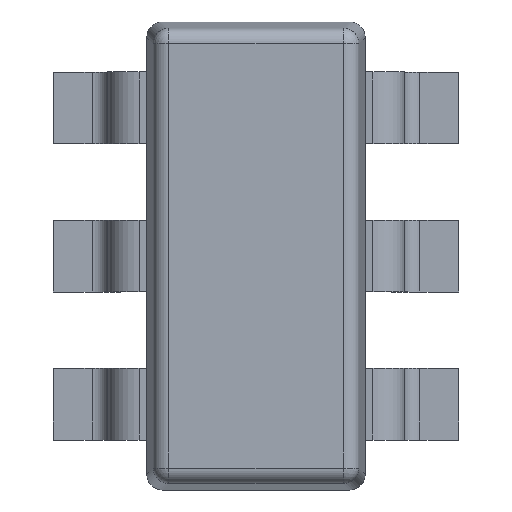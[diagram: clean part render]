
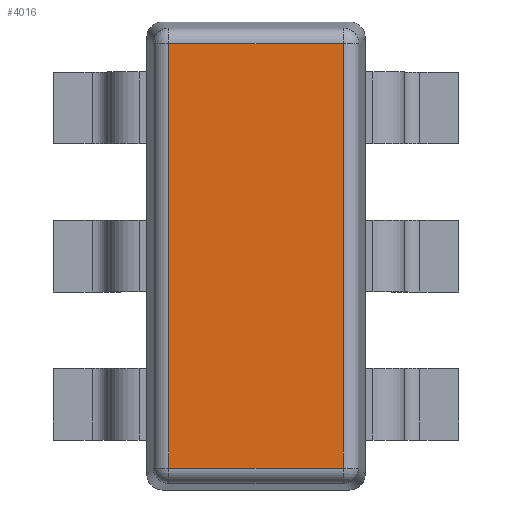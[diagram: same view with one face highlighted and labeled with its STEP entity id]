
A CAD part, top view. The second image highlights one B-rep face of the part: STEP entity #4016.
In plain terms, the highlighted planar face has unit normal (0, 0, 1).
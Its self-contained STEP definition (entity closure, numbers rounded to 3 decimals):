
#3225 = CYLINDRICAL_SURFACE('',#3226,0.1);
#3226 = AXIS2_PLACEMENT_3D('',#3227,#3228,#3229);
#3227 = CARTESIAN_POINT('',(0.14,0.05,1.));
#3228 = DIRECTION('',(0.,1.,0.));
#3229 = DIRECTION('',(-0.995,0.,0.105));
#3346 = CYLINDRICAL_SURFACE('',#3347,0.1);
#3347 = AXIS2_PLACEMENT_3D('',#3348,#3349,#3350);
#3348 = CARTESIAN_POINT('',(0.05,0.14,1.));
#3349 = DIRECTION('',(1.,0.,0.));
#3350 = DIRECTION('',(0.,-0.995,0.105));
#3467 = CYLINDRICAL_SURFACE('',#3468,0.1);
#3468 = AXIS2_PLACEMENT_3D('',#3469,#3470,#3471);
#3469 = CARTESIAN_POINT('',(0.05,2.86,1.));
#3470 = DIRECTION('',(1.,0.,0.));
#3471 = DIRECTION('',(0.,0.995,0.105));
#3543 = CYLINDRICAL_SURFACE('',#3544,0.1);
#3544 = AXIS2_PLACEMENT_3D('',#3545,#3546,#3547);
#3545 = CARTESIAN_POINT('',(1.26,0.05,1.));
#3546 = DIRECTION('',(0.,1.,0.));
#3547 = DIRECTION('',(0.995,0.,0.105));
#3651 = VERTEX_POINT('',#3652);
#3652 = CARTESIAN_POINT('',(0.14,0.14,1.1));
#3680 = EDGE_CURVE('',#3651,#3681,#3683,.T.);
#3681 = VERTEX_POINT('',#3682);
#3682 = CARTESIAN_POINT('',(0.14,2.86,1.1));
#3683 = SURFACE_CURVE('',#3684,(#3688,#3695),.PCURVE_S1.);
#3684 = LINE('',#3685,#3686);
#3685 = CARTESIAN_POINT('',(0.14,0.05,1.1));
#3686 = VECTOR('',#3687,1.);
#3687 = DIRECTION('',(0.,1.,0.));
#3688 = PCURVE('',#3225,#3689);
#3689 = DEFINITIONAL_REPRESENTATION('',(#3690),#3694);
#3690 = LINE('',#3691,#3692);
#3691 = CARTESIAN_POINT('',(1.466,0.));
#3692 = VECTOR('',#3693,1.);
#3693 = DIRECTION('',(0.,1.));
#3694 = ( GEOMETRIC_REPRESENTATION_CONTEXT(2) 
PARAMETRIC_REPRESENTATION_CONTEXT() REPRESENTATION_CONTEXT('2D SPACE',''
  ) );
#3695 = PCURVE('',#3696,#3701);
#3696 = PLANE('',#3697);
#3697 = AXIS2_PLACEMENT_3D('',#3698,#3699,#3700);
#3698 = CARTESIAN_POINT('',(0.,0.,1.1));
#3699 = DIRECTION('',(0.,0.,1.));
#3700 = DIRECTION('',(1.,0.,0.));
#3701 = DEFINITIONAL_REPRESENTATION('',(#3702),#3706);
#3702 = LINE('',#3703,#3704);
#3703 = CARTESIAN_POINT('',(0.14,0.05));
#3704 = VECTOR('',#3705,1.);
#3705 = DIRECTION('',(0.,1.));
#3706 = ( GEOMETRIC_REPRESENTATION_CONTEXT(2) 
PARAMETRIC_REPRESENTATION_CONTEXT() REPRESENTATION_CONTEXT('2D SPACE',''
  ) );
#3764 = VERTEX_POINT('',#3765);
#3765 = CARTESIAN_POINT('',(1.26,0.14,1.1));
#3785 = EDGE_CURVE('',#3651,#3764,#3786,.T.);
#3786 = SURFACE_CURVE('',#3787,(#3791,#3798),.PCURVE_S1.);
#3787 = LINE('',#3788,#3789);
#3788 = CARTESIAN_POINT('',(0.05,0.14,1.1));
#3789 = VECTOR('',#3790,1.);
#3790 = DIRECTION('',(1.,0.,0.));
#3791 = PCURVE('',#3346,#3792);
#3792 = DEFINITIONAL_REPRESENTATION('',(#3793),#3797);
#3793 = LINE('',#3794,#3795);
#3794 = CARTESIAN_POINT('',(4.817,0.));
#3795 = VECTOR('',#3796,1.);
#3796 = DIRECTION('',(0.,1.));
#3797 = ( GEOMETRIC_REPRESENTATION_CONTEXT(2) 
PARAMETRIC_REPRESENTATION_CONTEXT() REPRESENTATION_CONTEXT('2D SPACE',''
  ) );
#3798 = PCURVE('',#3696,#3799);
#3799 = DEFINITIONAL_REPRESENTATION('',(#3800),#3804);
#3800 = LINE('',#3801,#3802);
#3801 = CARTESIAN_POINT('',(0.05,0.14));
#3802 = VECTOR('',#3803,1.);
#3803 = DIRECTION('',(1.,0.));
#3804 = ( GEOMETRIC_REPRESENTATION_CONTEXT(2) 
PARAMETRIC_REPRESENTATION_CONTEXT() REPRESENTATION_CONTEXT('2D SPACE',''
  ) );
#3888 = EDGE_CURVE('',#3681,#3889,#3891,.T.);
#3889 = VERTEX_POINT('',#3890);
#3890 = CARTESIAN_POINT('',(1.26,2.86,1.1));
#3891 = SURFACE_CURVE('',#3892,(#3896,#3903),.PCURVE_S1.);
#3892 = LINE('',#3893,#3894);
#3893 = CARTESIAN_POINT('',(0.05,2.86,1.1));
#3894 = VECTOR('',#3895,1.);
#3895 = DIRECTION('',(1.,0.,0.));
#3896 = PCURVE('',#3467,#3897);
#3897 = DEFINITIONAL_REPRESENTATION('',(#3898),#3902);
#3898 = LINE('',#3899,#3900);
#3899 = CARTESIAN_POINT('',(1.466,0.));
#3900 = VECTOR('',#3901,1.);
#3901 = DIRECTION('',(0.,1.));
#3902 = ( GEOMETRIC_REPRESENTATION_CONTEXT(2) 
PARAMETRIC_REPRESENTATION_CONTEXT() REPRESENTATION_CONTEXT('2D SPACE',''
  ) );
#3903 = PCURVE('',#3696,#3904);
#3904 = DEFINITIONAL_REPRESENTATION('',(#3905),#3909);
#3905 = LINE('',#3906,#3907);
#3906 = CARTESIAN_POINT('',(0.05,2.86));
#3907 = VECTOR('',#3908,1.);
#3908 = DIRECTION('',(1.,0.));
#3909 = ( GEOMETRIC_REPRESENTATION_CONTEXT(2) 
PARAMETRIC_REPRESENTATION_CONTEXT() REPRESENTATION_CONTEXT('2D SPACE',''
  ) );
#3955 = EDGE_CURVE('',#3764,#3889,#3956,.T.);
#3956 = SURFACE_CURVE('',#3957,(#3961,#3968),.PCURVE_S1.);
#3957 = LINE('',#3958,#3959);
#3958 = CARTESIAN_POINT('',(1.26,0.05,1.1));
#3959 = VECTOR('',#3960,1.);
#3960 = DIRECTION('',(0.,1.,0.));
#3961 = PCURVE('',#3543,#3962);
#3962 = DEFINITIONAL_REPRESENTATION('',(#3963),#3967);
#3963 = LINE('',#3964,#3965);
#3964 = CARTESIAN_POINT('',(4.817,0.));
#3965 = VECTOR('',#3966,1.);
#3966 = DIRECTION('',(0.,1.));
#3967 = ( GEOMETRIC_REPRESENTATION_CONTEXT(2) 
PARAMETRIC_REPRESENTATION_CONTEXT() REPRESENTATION_CONTEXT('2D SPACE',''
  ) );
#3968 = PCURVE('',#3696,#3969);
#3969 = DEFINITIONAL_REPRESENTATION('',(#3970),#3974);
#3970 = LINE('',#3971,#3972);
#3971 = CARTESIAN_POINT('',(1.26,0.05));
#3972 = VECTOR('',#3973,1.);
#3973 = DIRECTION('',(0.,1.));
#3974 = ( GEOMETRIC_REPRESENTATION_CONTEXT(2) 
PARAMETRIC_REPRESENTATION_CONTEXT() REPRESENTATION_CONTEXT('2D SPACE',''
  ) );
#4016 = ADVANCED_FACE('',(#4017),#3696,.T.);
#4017 = FACE_BOUND('',#4018,.T.);
#4018 = EDGE_LOOP('',(#4019,#4020,#4021,#4022));
#4019 = ORIENTED_EDGE('',*,*,#3680,.F.);
#4020 = ORIENTED_EDGE('',*,*,#3785,.T.);
#4021 = ORIENTED_EDGE('',*,*,#3955,.T.);
#4022 = ORIENTED_EDGE('',*,*,#3888,.F.);
